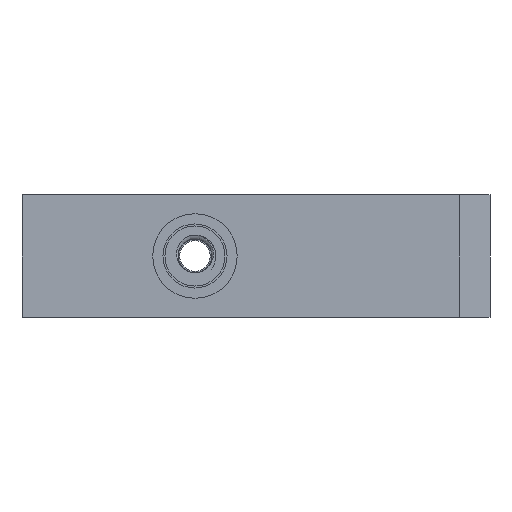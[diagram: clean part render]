
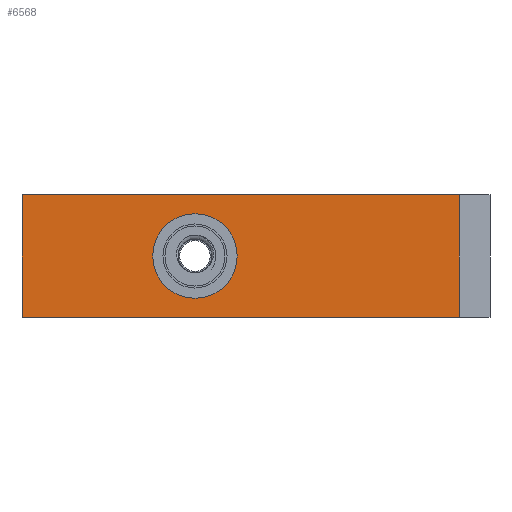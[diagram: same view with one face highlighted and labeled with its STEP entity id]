
A CAD part, front view. The second image highlights one B-rep face of the part: STEP entity #6568.
In plain terms, the highlighted planar face has unit normal (0, -1, 0).
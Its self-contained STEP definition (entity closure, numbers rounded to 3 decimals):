
#29=FACE_BOUND('',#744,.T.);
#83=PLANE('',#6974);
#386=FACE_OUTER_BOUND('',#743,.T.);
#743=EDGE_LOOP('',(#5344,#5345,#5346,#5347));
#744=EDGE_LOOP('',(#5348));
#956=CIRCLE('',#6971,4.15);
#1726=LINE('',#22305,#2128);
#1727=LINE('',#22307,#2129);
#1728=LINE('',#22309,#2130);
#1729=LINE('',#22310,#2131);
#2128=VECTOR('',#7951,10.);
#2129=VECTOR('',#7952,10.);
#2130=VECTOR('',#7953,10.);
#2131=VECTOR('',#7954,10.);
#2801=VERTEX_POINT('',#22295);
#2803=VERTEX_POINT('',#22303);
#2804=VERTEX_POINT('',#22304);
#2805=VERTEX_POINT('',#22306);
#2806=VERTEX_POINT('',#22308);
#3706=EDGE_CURVE('',#2801,#2801,#956,.T.);
#3709=EDGE_CURVE('',#2803,#2804,#1726,.T.);
#3710=EDGE_CURVE('',#2805,#2804,#1727,.T.);
#3711=EDGE_CURVE('',#2806,#2805,#1728,.T.);
#3712=EDGE_CURVE('',#2803,#2806,#1729,.T.);
#5344=ORIENTED_EDGE('',*,*,#3709,.T.);
#5345=ORIENTED_EDGE('',*,*,#3710,.F.);
#5346=ORIENTED_EDGE('',*,*,#3711,.F.);
#5347=ORIENTED_EDGE('',*,*,#3712,.F.);
#5348=ORIENTED_EDGE('',*,*,#3706,.T.);
#6568=ADVANCED_FACE('',(#386,#29),#83,.T.);
#6971=AXIS2_PLACEMENT_3D('',#22297,#7942,#7943);
#6974=AXIS2_PLACEMENT_3D('',#22302,#7949,#7950);
#7942=DIRECTION('center_axis',(0.,1.,0.));
#7943=DIRECTION('ref_axis',(-1.,0.,0.));
#7949=DIRECTION('center_axis',(0.,-1.,0.));
#7950=DIRECTION('ref_axis',(-1.,0.,0.));
#7951=DIRECTION('',(0.,0.,-1.));
#7952=DIRECTION('',(-1.,0.,0.));
#7953=DIRECTION('',(0.,0.,-1.));
#7954=DIRECTION('',(1.,0.,0.));
#22295=CARTESIAN_POINT('',(62.15,-4.,12.));
#22297=CARTESIAN_POINT('Origin',(58.,-4.,12.));
#22302=CARTESIAN_POINT('Origin',(84.,-4.,12.));
#22303=CARTESIAN_POINT('',(41.,-4.,18.));
#22304=CARTESIAN_POINT('',(41.,-4.,6.));
#22305=CARTESIAN_POINT('',(41.,-4.,12.));
#22306=CARTESIAN_POINT('',(84.,-4.,6.));
#22307=CARTESIAN_POINT('',(84.,-4.,6.));
#22308=CARTESIAN_POINT('',(84.,-4.,18.));
#22309=CARTESIAN_POINT('',(84.,-4.,12.));
#22310=CARTESIAN_POINT('',(84.,-4.,18.));
